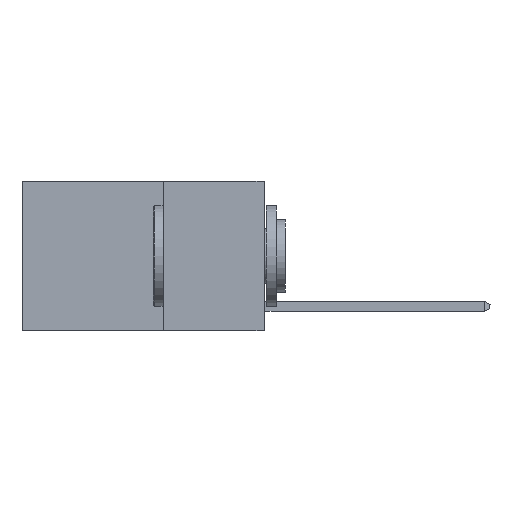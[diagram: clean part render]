
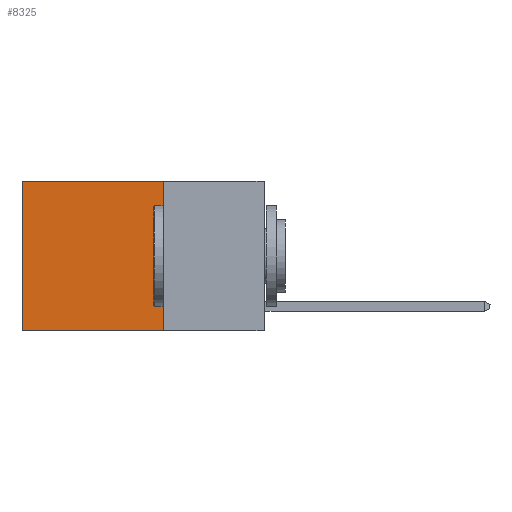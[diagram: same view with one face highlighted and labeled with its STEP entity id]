
A CAD part, left-side view. The second image highlights one B-rep face of the part: STEP entity #8325.
In plain terms, the highlighted planar face has unit normal (-1, 0, 0).
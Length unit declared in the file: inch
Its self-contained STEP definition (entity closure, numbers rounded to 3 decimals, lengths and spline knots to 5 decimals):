
#188 = VERTEX_POINT ( 'NONE', #566 ) ;
#566 = CARTESIAN_POINT ( 'NONE',  ( 0.2625, 0.25, 0. ) ) ;
#1456 = DIRECTION ( 'NONE',  ( 0., 1., 0. ) ) ;
#1596 = EDGE_CURVE ( 'NONE', #188, #12539, #9154, .T. ) ;
#2990 = LINE ( 'NONE', #5814, #3334 ) ;
#3132 = EDGE_CURVE ( 'NONE', #12539, #10417, #2990, .T. ) ;
#3288 = DIRECTION ( 'NONE',  ( 1., 0., 0. ) ) ;
#3334 = VECTOR ( 'NONE', #12490, 39.37008 ) ;
#4897 = VERTEX_POINT ( 'NONE', #12554 ) ;
#5814 = CARTESIAN_POINT ( 'NONE',  ( 0.2625, 0.25, -0.37 ) ) ;
#6241 = ORIENTED_EDGE ( 'NONE', *, *, #3132, .F. ) ;
#6458 = CARTESIAN_POINT ( 'NONE',  ( 0.2625, 0.25, 0. ) ) ;
#7037 = CARTESIAN_POINT ( 'NONE',  ( 0.2625, 0.6, -0.37 ) ) ;
#7528 = ORIENTED_EDGE ( 'NONE', *, *, #8262, .T. ) ;
#8011 = CARTESIAN_POINT ( 'NONE',  ( 0.2625, 0.25, 0. ) ) ;
#8093 = EDGE_CURVE ( 'NONE', #188, #4897, #11993, .T. ) ;
#8192 = VECTOR ( 'NONE', #10878, 39.37008 ) ;
#8208 = EDGE_LOOP ( 'NONE', ( #7528, #6241, #9633, #12108 ) ) ;
#8262 = EDGE_CURVE ( 'NONE', #4897, #10417, #8516, .T. ) ;
#8325 = ADVANCED_FACE ( 'NONE', ( #11106 ), #11033, .F. ) ;
#8516 = LINE ( 'NONE', #9808, #8192 ) ;
#9154 = LINE ( 'NONE', #8011, #10996 ) ;
#9247 = CARTESIAN_POINT ( 'NONE',  ( 0.2625, 0.25, 0. ) ) ;
#9278 = VECTOR ( 'NONE', #1456, 39.37008 ) ;
#9633 = ORIENTED_EDGE ( 'NONE', *, *, #1596, .F. ) ;
#9808 = CARTESIAN_POINT ( 'NONE',  ( 0.2625, 0.6, 0. ) ) ;
#9917 = AXIS2_PLACEMENT_3D ( 'NONE', #9247, #3288, #10178 ) ;
#10178 = DIRECTION ( 'NONE',  ( 0., 0., -1. ) ) ;
#10417 = VERTEX_POINT ( 'NONE', #7037 ) ;
#10863 = DIRECTION ( 'NONE',  ( 0., 0., -1. ) ) ;
#10878 = DIRECTION ( 'NONE',  ( 0., 0., -1. ) ) ;
#10996 = VECTOR ( 'NONE', #10863, 39.37008 ) ;
#11033 = PLANE ( 'NONE',  #9917 ) ;
#11106 = FACE_OUTER_BOUND ( 'NONE', #8208, .T. ) ;
#11780 = CARTESIAN_POINT ( 'NONE',  ( 0.2625, 0.25, -0.37 ) ) ;
#11993 = LINE ( 'NONE', #6458, #9278 ) ;
#12108 = ORIENTED_EDGE ( 'NONE', *, *, #8093, .T. ) ;
#12490 = DIRECTION ( 'NONE',  ( 0., 1., 0. ) ) ;
#12539 = VERTEX_POINT ( 'NONE', #11780 ) ;
#12554 = CARTESIAN_POINT ( 'NONE',  ( 0.2625, 0.6, 0. ) ) ;
